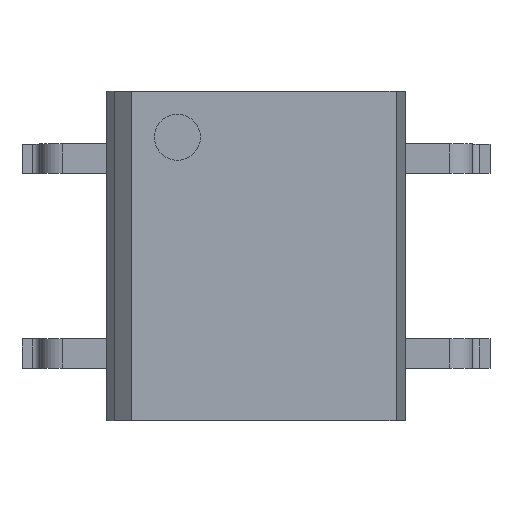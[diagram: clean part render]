
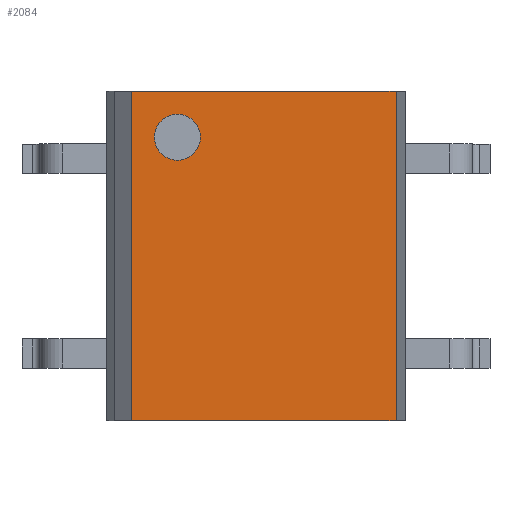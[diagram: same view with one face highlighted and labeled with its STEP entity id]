
A CAD part, top view. The second image highlights one B-rep face of the part: STEP entity #2084.
In plain terms, the highlighted planar face has unit normal (0, 0, 1).
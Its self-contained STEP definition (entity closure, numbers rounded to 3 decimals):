
#1939=CARTESIAN_POINT('',(-0.725,1.546,2.184));
#1940=VERTEX_POINT('',#1939);
#1949=CARTESIAN_POINT('',(-1.325,1.546,2.184));
#1950=VERTEX_POINT('',#1949);
#1951=CARTESIAN_POINT('',(-1.025,1.546,2.184));
#1952=DIRECTION('',(0.0,0.0,-1.0));
#1953=DIRECTION('',(1.0,0.0,0.0));
#1954=AXIS2_PLACEMENT_3D('',#1951,#1952,#1953);
#1955=CIRCLE('',#1954,0.3);
#1956=EDGE_CURVE('',#1950,#1940,#1955,.T.);
#1990=CARTESIAN_POINT('',(-1.025,1.546,2.184));
#1991=DIRECTION('',(0.0,0.0,-1.0));
#1992=DIRECTION('',(1.0,0.0,0.0));
#1993=AXIS2_PLACEMENT_3D('',#1990,#1991,#1992);
#1994=CIRCLE('',#1993,0.3);
#1995=EDGE_CURVE('',#1940,#1950,#1994,.T.);
#2015=CARTESIAN_POINT('',(-1.625,2.146,2.184));
#2016=VERTEX_POINT('',#2015);
#2033=CARTESIAN_POINT('',(-1.625,-2.146,2.184));
#2034=VERTEX_POINT('',#2033);
#2041=CARTESIAN_POINT('',(-1.625,-2.146,2.184));
#2042=DIRECTION('',(0.0,1.0,0.0));
#2043=VECTOR('',#2042,4.292);
#2044=LINE('',#2041,#2043);
#2045=EDGE_CURVE('',#2034,#2016,#2044,.T.);
#2050=CARTESIAN_POINT('',(0.0,0.,2.184));
#2051=DIRECTION('',(0.0,0.0,1.0));
#2052=DIRECTION('',(0.0,-1.0,0.0));
#2053=AXIS2_PLACEMENT_3D('',#2050,#2051,#2052);
#2054=PLANE('',#2053);
#2055=ORIENTED_EDGE('',*,*,#2045,.F.);
#2056=CARTESIAN_POINT('',(1.825,-2.146,2.184));
#2057=VERTEX_POINT('',#2056);
#2058=CARTESIAN_POINT('',(-1.625,-2.146,2.184));
#2059=DIRECTION('',(1.0,0.0,0.0));
#2060=VECTOR('',#2059,3.45);
#2061=LINE('',#2058,#2060);
#2062=EDGE_CURVE('',#2034,#2057,#2061,.T.);
#2063=ORIENTED_EDGE('',*,*,#2062,.T.);
#2064=CARTESIAN_POINT('',(1.825,2.146,2.184));
#2065=VERTEX_POINT('',#2064);
#2066=CARTESIAN_POINT('',(1.825,2.146,2.184));
#2067=DIRECTION('',(0.0,-1.0,0.0));
#2068=VECTOR('',#2067,4.292);
#2069=LINE('',#2066,#2068);
#2070=EDGE_CURVE('',#2065,#2057,#2069,.T.);
#2071=ORIENTED_EDGE('',*,*,#2070,.F.);
#2072=CARTESIAN_POINT('',(1.825,2.146,2.184));
#2073=DIRECTION('',(-1.0,0.0,0.0));
#2074=VECTOR('',#2073,3.45);
#2075=LINE('',#2072,#2074);
#2076=EDGE_CURVE('',#2065,#2016,#2075,.T.);
#2077=ORIENTED_EDGE('',*,*,#2076,.T.);
#2078=EDGE_LOOP('',(#2055,#2063,#2071,#2077));
#2079=FACE_OUTER_BOUND('',#2078,.T.);
#2080=ORIENTED_EDGE('',*,*,#1995,.T.);
#2081=ORIENTED_EDGE('',*,*,#1956,.T.);
#2082=EDGE_LOOP('',(#2080,#2081));
#2083=FACE_BOUND('',#2082,.T.);
#2084=ADVANCED_FACE('',(#2079,#2083),#2054,.T.);
